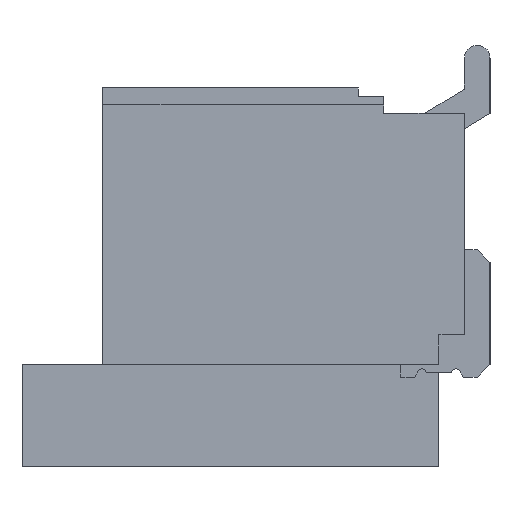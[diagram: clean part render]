
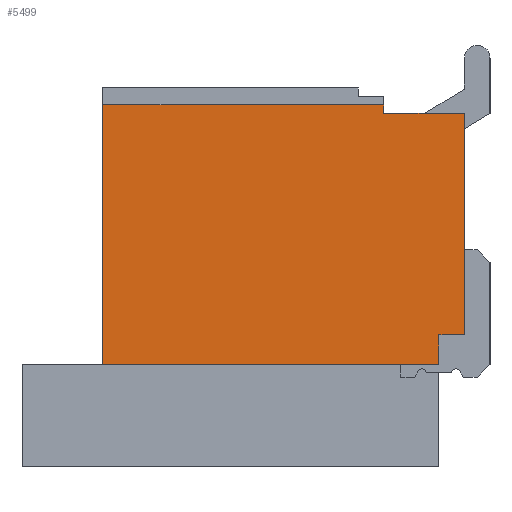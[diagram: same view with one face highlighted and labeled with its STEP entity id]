
A CAD part, left-side view. The second image highlights one B-rep face of the part: STEP entity #5499.
In plain terms, the highlighted planar face has unit normal (-1, 0, 0).
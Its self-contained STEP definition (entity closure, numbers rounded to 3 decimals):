
#1130=ORIENTED_EDGE('',*,*,#2281,.F.);
#1131=ORIENTED_EDGE('',*,*,#2129,.F.);
#1132=ORIENTED_EDGE('',*,*,#2168,.F.);
#1133=ORIENTED_EDGE('',*,*,#2111,.F.);
#1134=ORIENTED_EDGE('',*,*,#2115,.F.);
#1135=ORIENTED_EDGE('',*,*,#2282,.F.);
#1136=ORIENTED_EDGE('',*,*,#2283,.F.);
#1137=ORIENTED_EDGE('',*,*,#2270,.F.);
#2111=EDGE_CURVE('',#2748,#2749,#3374,.T.);
#2115=EDGE_CURVE('',#2751,#2748,#3378,.T.);
#2129=EDGE_CURVE('',#2764,#2765,#3392,.T.);
#2168=EDGE_CURVE('',#2749,#2764,#3431,.T.);
#2270=EDGE_CURVE('',#2888,#2889,#3529,.T.);
#2281=EDGE_CURVE('',#2765,#2888,#3540,.T.);
#2282=EDGE_CURVE('',#2897,#2751,#3541,.T.);
#2283=EDGE_CURVE('',#2889,#2897,#3542,.T.);
#2748=VERTEX_POINT('',#9132);
#2749=VERTEX_POINT('',#9134);
#2751=VERTEX_POINT('',#9140);
#2764=VERTEX_POINT('',#9170);
#2765=VERTEX_POINT('',#9172);
#2888=VERTEX_POINT('',#9451);
#2889=VERTEX_POINT('',#9453);
#2897=VERTEX_POINT('',#9475);
#3374=LINE('',#9133,#4115);
#3378=LINE('',#9141,#4119);
#3392=LINE('',#9171,#4133);
#3431=LINE('',#9248,#4172);
#3529=LINE('',#9452,#4270);
#3540=LINE('',#9473,#4281);
#3541=LINE('',#9474,#4282);
#3542=LINE('',#9476,#4283);
#4115=VECTOR('',#7648,1000.);
#4119=VECTOR('',#7654,1000.);
#4133=VECTOR('',#7674,1000.);
#4172=VECTOR('',#7715,1000.);
#4270=VECTOR('',#7851,1000.);
#4281=VECTOR('',#7866,1000.);
#4282=VECTOR('',#7867,1000.);
#4283=VECTOR('',#7868,1000.);
#4662=EDGE_LOOP('',(#1130,#1131,#1132,#1133,#1134,#1135,#1136,#1137));
#4951=FACE_BOUND('',#4662,.T.);
#5218=PLANE('',#6754);
#5499=ADVANCED_FACE('',(#4951),#5218,.F.);
#6754=AXIS2_PLACEMENT_3D('',#9472,#7864,#7865);
#7648=DIRECTION('',(0.,0.,-1.));
#7654=DIRECTION('',(0.,1.,0.));
#7674=DIRECTION('',(0.,0.,1.));
#7715=DIRECTION('',(0.,1.,0.));
#7851=DIRECTION('',(0.,0.,-1.));
#7864=DIRECTION('',(1.,0.,0.));
#7865=DIRECTION('',(0.,0.,-1.));
#7866=DIRECTION('',(0.,-1.,0.));
#7867=DIRECTION('',(0.,0.,-1.));
#7868=DIRECTION('',(0.,-1.,0.));
#9132=CARTESIAN_POINT('',(-6.2,0.3,-0.675));
#9133=CARTESIAN_POINT('',(-6.2,0.3,-0.675));
#9134=CARTESIAN_POINT('',(-6.2,0.3,-1.025));
#9140=CARTESIAN_POINT('',(-6.2,0.,-0.675));
#9141=CARTESIAN_POINT('',(-6.2,0.,-0.675));
#9170=CARTESIAN_POINT('',(-6.2,4.25,-1.025));
#9171=CARTESIAN_POINT('',(-6.2,4.25,-1.025));
#9172=CARTESIAN_POINT('',(-6.2,4.25,2.025));
#9248=CARTESIAN_POINT('',(-6.2,0.,-1.025));
#9451=CARTESIAN_POINT('',(-6.2,0.95,2.025));
#9452=CARTESIAN_POINT('',(-6.2,0.95,2.125));
#9453=CARTESIAN_POINT('',(-6.2,0.95,1.925));
#9472=CARTESIAN_POINT('',(-6.2,0.,0.));
#9473=CARTESIAN_POINT('',(-6.2,5.2,2.025));
#9474=CARTESIAN_POINT('',(-6.2,0.,1.925));
#9475=CARTESIAN_POINT('',(-6.2,0.,1.925));
#9476=CARTESIAN_POINT('',(-6.2,0.95,1.925));
